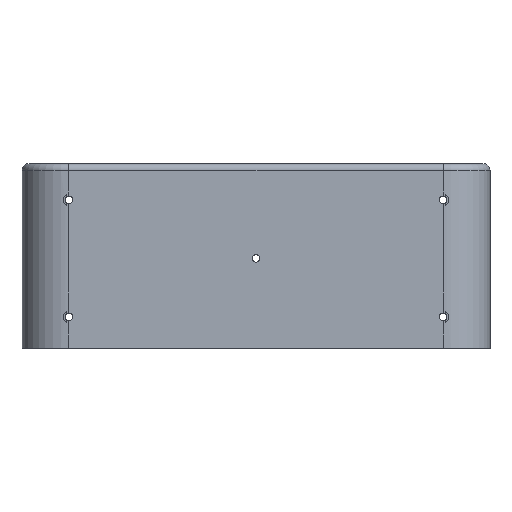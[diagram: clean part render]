
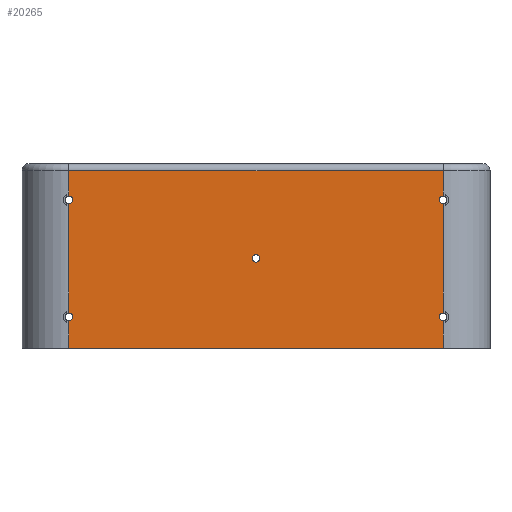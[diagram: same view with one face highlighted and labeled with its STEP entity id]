
A CAD part, front view. The second image highlights one B-rep face of the part: STEP entity #20265.
In plain terms, the highlighted planar face has unit normal (0, -1, 0).
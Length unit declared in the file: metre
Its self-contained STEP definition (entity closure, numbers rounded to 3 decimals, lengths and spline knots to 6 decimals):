
#520=PLANE('',#22346);
#2713=LINE('',#34374,#4534);
#2714=LINE('',#34376,#4535);
#2715=LINE('',#34377,#4536);
#2716=LINE('',#34382,#4537);
#2717=LINE('',#34384,#4538);
#2718=LINE('',#34385,#4539);
#2719=LINE('',#34387,#4540);
#2720=LINE('',#34388,#4541);
#4534=VECTOR('',#28210,1.);
#4535=VECTOR('',#28211,1.);
#4536=VECTOR('',#28212,1.);
#4537=VECTOR('',#28219,1.);
#4538=VECTOR('',#28220,1.);
#4539=VECTOR('',#28221,1.);
#4540=VECTOR('',#28222,1.);
#4541=VECTOR('',#28223,1.);
#8568=ORIENTED_EDGE('',*,*,#11037,.T.);
#8569=ORIENTED_EDGE('',*,*,#10985,.T.);
#8570=ORIENTED_EDGE('',*,*,#13495,.F.);
#8571=ORIENTED_EDGE('',*,*,#11013,.T.);
#8572=ORIENTED_EDGE('',*,*,#13496,.F.);
#8573=ORIENTED_EDGE('',*,*,#11005,.T.);
#8574=ORIENTED_EDGE('',*,*,#13497,.F.);
#8575=ORIENTED_EDGE('',*,*,#13498,.T.);
#8576=ORIENTED_EDGE('',*,*,#13492,.T.);
#8577=ORIENTED_EDGE('',*,*,#11036,.T.);
#8578=ORIENTED_EDGE('',*,*,#13491,.T.);
#8579=ORIENTED_EDGE('',*,*,#11032,.T.);
#8580=ORIENTED_EDGE('',*,*,#13490,.T.);
#8581=ORIENTED_EDGE('',*,*,#13499,.T.);
#10985=EDGE_CURVE('',#13905,#13906,#15853,.T.);
#11005=EDGE_CURVE('',#13925,#13926,#15859,.T.);
#11013=EDGE_CURVE('',#13933,#13934,#15863,.T.);
#11032=EDGE_CURVE('',#13918,#13917,#15874,.T.);
#11036=EDGE_CURVE('',#13910,#13909,#15878,.T.);
#11037=EDGE_CURVE('',#13906,#13905,#15879,.T.);
#13490=EDGE_CURVE('',#13917,#15651,#2713,.T.);
#13491=EDGE_CURVE('',#13909,#13918,#2714,.T.);
#13492=EDGE_CURVE('',#15652,#13910,#2715,.T.);
#13495=EDGE_CURVE('',#13933,#15653,#2716,.T.);
#13496=EDGE_CURVE('',#13925,#13934,#2717,.T.);
#13497=EDGE_CURVE('',#15654,#13926,#2718,.T.);
#13498=EDGE_CURVE('',#15654,#15652,#2719,.F.);
#13499=EDGE_CURVE('',#15651,#15653,#2720,.T.);
#13905=VERTEX_POINT('',#29325);
#13906=VERTEX_POINT('',#29326);
#13909=VERTEX_POINT('',#29340);
#13910=VERTEX_POINT('',#29341);
#13917=VERTEX_POINT('',#29370);
#13918=VERTEX_POINT('',#29371);
#13925=VERTEX_POINT('',#29394);
#13926=VERTEX_POINT('',#29395);
#13933=VERTEX_POINT('',#29412);
#13934=VERTEX_POINT('',#29413);
#15651=VERTEX_POINT('',#34375);
#15652=VERTEX_POINT('',#34378);
#15653=VERTEX_POINT('',#34383);
#15654=VERTEX_POINT('',#34386);
#15853=CIRCLE('',#20626,0.0016);
#15859=CIRCLE('',#20637,0.0016);
#15863=CIRCLE('',#20643,0.0016);
#15874=CIRCLE('',#20664,0.0016);
#15878=CIRCLE('',#20671,0.0016);
#15879=CIRCLE('',#20673,0.0016);
#17791=EDGE_LOOP('',(#8568,#8569));
#17792=EDGE_LOOP('',(#8570,#8571,#8572,#8573,#8574,#8575,#8576,#8577,#8578,
#8579,#8580,#8581));
#19036=FACE_BOUND('',#17791,.T.);
#19037=FACE_BOUND('',#17792,.T.);
#20265=ADVANCED_FACE('',(#19036,#19037),#520,.F.);
#20626=AXIS2_PLACEMENT_3D('',#29324,#23244,#23245);
#20637=AXIS2_PLACEMENT_3D('',#29393,#23276,#23277);
#20643=AXIS2_PLACEMENT_3D('',#29411,#23292,#23293);
#20664=AXIS2_PLACEMENT_3D('',#29472,#23338,#23339);
#20671=AXIS2_PLACEMENT_3D('',#29479,#23352,#23353);
#20673=AXIS2_PLACEMENT_3D('',#29481,#23356,#23357);
#22346=AXIS2_PLACEMENT_3D('',#34381,#28217,#28218);
#23244=DIRECTION('',(0.,1.,0.));
#23245=DIRECTION('',(0.,0.,1.));
#23276=DIRECTION('',(0.,1.,0.));
#23277=DIRECTION('',(0.,0.,1.));
#23292=DIRECTION('',(0.,1.,0.));
#23293=DIRECTION('',(0.,0.,1.));
#23338=DIRECTION('',(0.,1.,0.));
#23339=DIRECTION('',(0.,0.,1.));
#23352=DIRECTION('',(0.,1.,0.));
#23353=DIRECTION('',(0.,0.,1.));
#23356=DIRECTION('',(0.,1.,0.));
#23357=DIRECTION('',(0.,0.,1.));
#28210=DIRECTION('',(0.,0.,-1.));
#28211=DIRECTION('',(0.,0.,-1.));
#28212=DIRECTION('',(0.,0.,-1.));
#28217=DIRECTION('',(0.,1.,0.));
#28218=DIRECTION('',(0.,0.,1.));
#28219=DIRECTION('',(0.,0.,-1.));
#28220=DIRECTION('',(0.,0.,-1.));
#28221=DIRECTION('',(0.,0.,-1.));
#28222=DIRECTION('',(1.,0.,0.));
#28223=DIRECTION('',(1.,0.,0.));
#29324=CARTESIAN_POINT('',(0.1,-0.245,0.0385));
#29325=CARTESIAN_POINT('',(0.1,-0.245,0.0369));
#29326=CARTESIAN_POINT('',(0.1,-0.245,0.0401));
#29340=CARTESIAN_POINT('',(0.02,-0.245,0.0619));
#29341=CARTESIAN_POINT('',(0.02,-0.245,0.0651));
#29370=CARTESIAN_POINT('',(0.02,-0.245,0.0119));
#29371=CARTESIAN_POINT('',(0.02,-0.245,0.0151));
#29393=CARTESIAN_POINT('',(0.18,-0.245,0.0635));
#29394=CARTESIAN_POINT('',(0.18,-0.245,0.0619));
#29395=CARTESIAN_POINT('',(0.18,-0.245,0.0651));
#29411=CARTESIAN_POINT('',(0.18,-0.245,0.0135));
#29412=CARTESIAN_POINT('',(0.18,-0.245,0.0119));
#29413=CARTESIAN_POINT('',(0.18,-0.245,0.0151));
#29472=CARTESIAN_POINT('',(0.02,-0.245,0.0135));
#29479=CARTESIAN_POINT('',(0.02,-0.245,0.0635));
#29481=CARTESIAN_POINT('',(0.1,-0.245,0.0385));
#34374=CARTESIAN_POINT('',(0.02,-0.245,0.004));
#34375=CARTESIAN_POINT('',(0.02,-0.245,0.));
#34376=CARTESIAN_POINT('',(0.02,-0.245,0.004));
#34377=CARTESIAN_POINT('',(0.02,-0.245,0.004));
#34378=CARTESIAN_POINT('',(0.02,-0.245,0.076));
#34381=CARTESIAN_POINT('',(0.1,-0.245,0.004));
#34382=CARTESIAN_POINT('',(0.18,-0.245,0.004));
#34383=CARTESIAN_POINT('',(0.18,-0.245,0.));
#34384=CARTESIAN_POINT('',(0.18,-0.245,0.004));
#34385=CARTESIAN_POINT('',(0.18,-0.245,0.004));
#34386=CARTESIAN_POINT('',(0.18,-0.245,0.076));
#34387=CARTESIAN_POINT('',(0.02,-0.245,0.076));
#34388=CARTESIAN_POINT('',(0.1,-0.245,0.));
